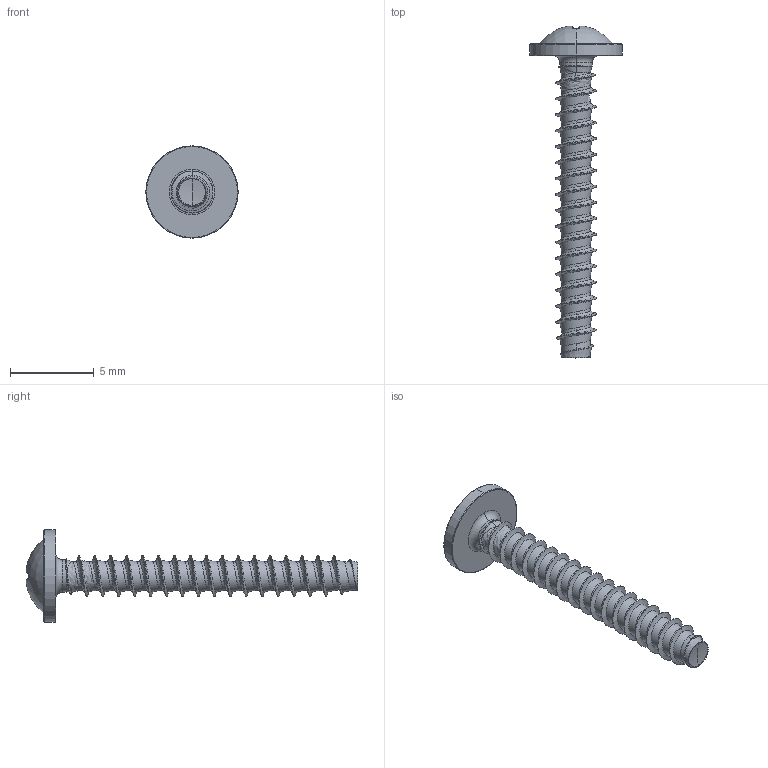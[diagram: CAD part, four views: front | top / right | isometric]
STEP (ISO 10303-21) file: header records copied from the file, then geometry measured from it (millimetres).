
FILE_DESCRIPTION (( 'STEP AP203' ), '1' );
FILE_NAME ('STP310250180.STEP', '2017-08-15T04:16:03', ( '' ), ( '' ), 'SwSTEP 2.0', 'SolidWorks 2015', '' );
FILE_SCHEMA (( 'CONFIG_CONTROL_DESIGN' ));
Length unit declared in the file: millimetre
Products named in the file (1): STP310250180
Bounding box: 5.5 x 19.77 x 5.5 mm (x, y, z)
Volume: 74.5 mm3; surface area: 230.1 mm2
Topology: 1 solids, 1 shells, 203 faces, 476 edges, 276 vertices
Faces by surface type: cylinder 62, bspline 51, torus 30, sphere 28, plane 23, cone 9
Entity records: 23989 total; most frequent: CARTESIAN_POINT 19761, ORIENTED_EDGE 948, DIRECTION 791, EDGE_CURVE 474, AXIS2_PLACEMENT_3D 348, VERTEX_POINT 276, EDGE_LOOP 206, ADVANCED_FACE 203
